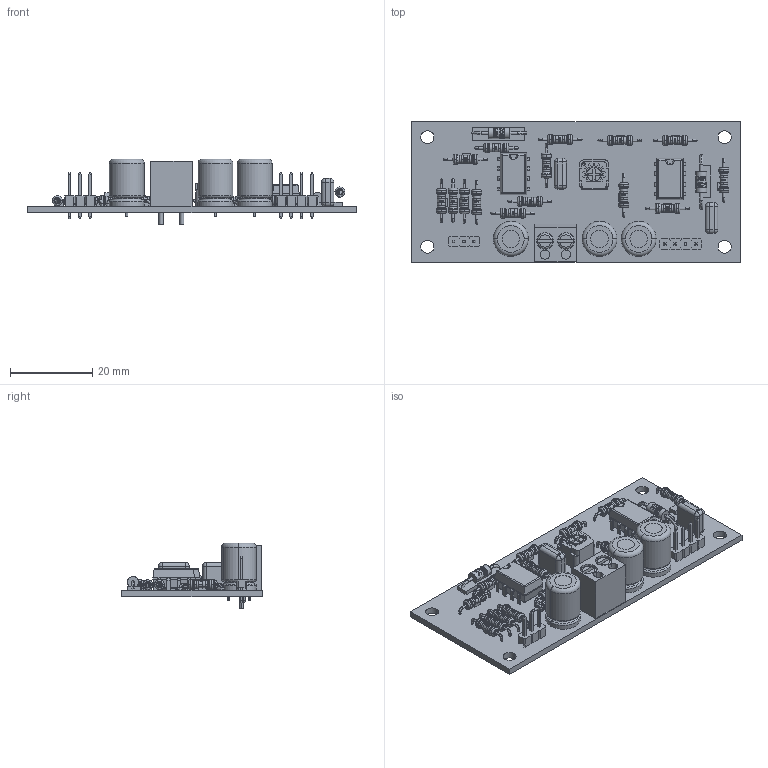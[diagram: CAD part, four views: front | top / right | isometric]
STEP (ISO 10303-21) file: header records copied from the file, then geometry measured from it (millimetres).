
FILE_DESCRIPTION (( 'STEP AP203' ), '1' );
FILE_NAME ('servo control.STEP', '2020-07-18T12:20:02', ( '' ), ( '' ), 'SwSTEP 2.0', 'SolidWorks 2019', '' );
FILE_SCHEMA (( 'CONFIG_CONTROL_DESIGN' ));
Length unit declared in the file: millimetre
Products named in the file (69): CAPRR500W50L750T300H680P002.stp; DIP762W45P254L1015H533Q8P006.stp; CAPRR500W50L750T300H680P004.stp; Rectifier Diode 1N4007; DIP762W45P254L1015H533Q8P002.stp; CAPPRD500W45D850H1150P005.stp; CAPPRD500W45D850H1150P009.stp; Component_013.stp; CAPPRD500W45D850H1150P007.stp; DIP762W45P254L1015H533Q8P.stp; CAPPRD500W45D850H1150P014.stp; Component_4.stp; Component_017.stp; CAPPRD500W45D850H1150P006.stp; Component_011.stp; DIP762W45P254L1015H533Q8P004.stp; Component_1.stp; CAPPRD500W45D850H1150P001.stp; DIP762W45P254L1015H533Q8P009.stp; CAPPRD500W45D850H1150P.stp; Component_010.stp; Component_008.stp; PPP5f11e933c2ba9.stp; Component_014.stp; Component_2.stp; CAPRR500W50L750T300H680P.stp; DIP762W45P254L1015H533Q8P005.stp; Component_016.stp; DIP762W45P254L1015H533Q8P001.stp; DIP762W45P254L1015H533Q8P013.stp; CAPPRD500W45D850H1150P003.stp; DIP762W45P254L1015H533Q8P012.stp; Component_Component.stp; HI_237-132.stp; CAPPRD500W45D850H1150P011.stp; Component_007.stp; CAPRR500W50L750T300H680P003.stp; Component_009.stp; CAPRR500W50L750T300H680P005.stp; CAPPRD500W45D850H1150P012.stp ...
Assembly tree (83 placements, depth 3):
  servo control
    PPP5f11e933c2ba9.stp
      CAPPRD500W45D850H1150P001.stp
      CAPPRD500W45D850H1150P004.stp
      CAPPRD500W45D850H1150P005.stp
      CAPPRD500W45D850H1150P002.stp
      CAPPRD500W45D850H1150P003.stp
      CAPPRD500W45D850H1150P.stp
      CAPPRD500W45D850H1150P006.stp
      CAPPRD500W45D850H1150P007.stp
      CAPPRD500W45D850H1150P008.stp
      CAPPRD500W45D850H1150P009.stp
      CAPPRD500W45D850H1150P010.stp
      CAPPRD500W45D850H1150P011.stp
      CAPPRD500W45D850H1150P012.stp
      CAPPRD500W45D850H1150P013.stp
      CAPPRD500W45D850H1150P014.stp
      CAPPRD500W45D850H1150P015.stp
      CAPPRD500W45D850H1150P016.stp
      CAPPRD500W45D850H1150P017.stp
      CAPRR500W50L750T300H680P001.stp
      CAPRR500W50L750T300H680P002.stp
      CAPRR500W50L750T300H680P.stp
      CAPRR500W50L750T300H680P003.stp
      CAPRR500W50L750T300H680P004.stp
      CAPRR500W50L750T300H680P005.stp
      Component_1.stp
      Component_2.stp
      DIP762W45P254L1015H533Q8P008.stp
      DIP762W45P254L1015H533Q8P001.stp
      DIP762W45P254L1015H533Q8P006.stp
      DIP762W45P254L1015H533Q8P007.stp
      DIP762W45P254L1015H533Q8P003.stp
      DIP762W45P254L1015H533Q8P004.stp
      DIP762W45P254L1015H533Q8P005.stp
      DIP762W45P254L1015H533Q8P002.stp
      DIP762W45P254L1015H533Q8P.stp
      DIP762W45P254L1015H533Q8P009.stp
      DIP762W45P254L1015H533Q8P010.stp
      DIP762W45P254L1015H533Q8P011.stp
      DIP762W45P254L1015H533Q8P012.stp
      DIP762W45P254L1015H533Q8P013.stp
      DIP762W45P254L1015H533Q8P014.stp
      DIP762W45P254L1015H533Q8P015.stp
      DIP762W45P254L1015H533Q8P016.stp
      DIP762W45P254L1015H533Q8P017.stp
      1.stp
      1001.stp
      Component_3.stp
      Component_004.stp
      Component_005.stp
      Component_006.stp
      Component_007.stp
      Component_4.stp
      Component_008.stp
      Component_009.stp
      Component_010.stp
      Component_011.stp
      Component_012.stp
      Component_013.stp
Bounding box: 80.01 x 34.29 x 16.01 mm (x, y, z)
Volume: 8890.3 mm3; surface area: 11594.4 mm2
Topology: 90 solids, 90 shells, 1871 faces, 5320 edges, 3752 vertices
Faces by surface type: plane 803, cylinder 578, torus 468, sphere 16, cone 6
Entity records: 40954 total; most frequent: CARTESIAN_POINT 7588, DIRECTION 5284, ORIENTED_EDGE 5248, EDGE_CURVE 2624, AXIS2_PLACEMENT_3D 1765, LINE 1754, VECTOR 1754, VERTEX_POINT 1740
